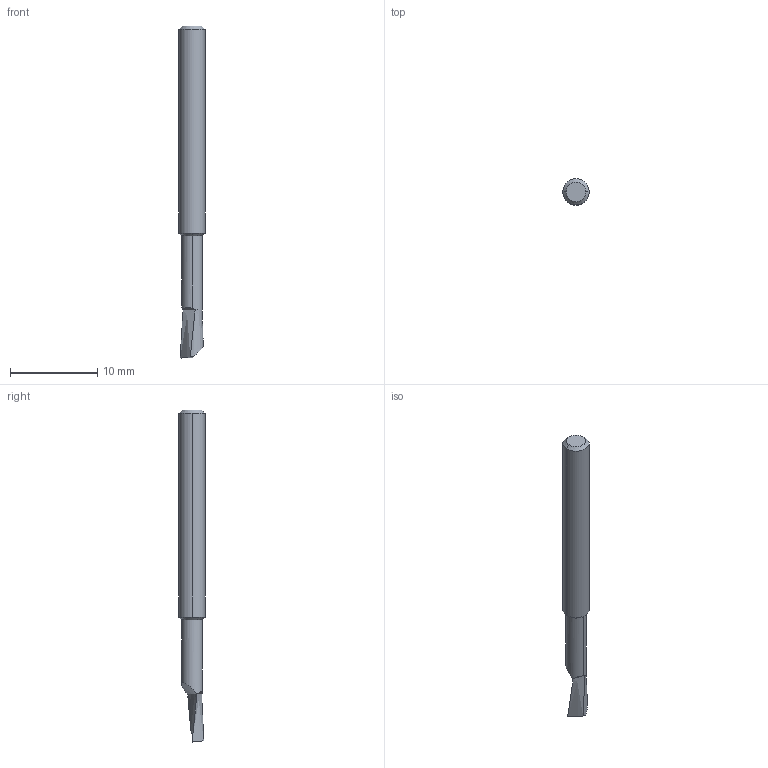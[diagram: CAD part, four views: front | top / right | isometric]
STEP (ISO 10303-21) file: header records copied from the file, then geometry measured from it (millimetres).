
FILE_DESCRIPTION (( 'STEP AP214' ), '1' );
FILE_NAME ('Micro_HBM-027514.STEP', '2021-09-03T21:51:21', ( '' ), ( '' ), 'SwSTEP 2.0', 'SolidWorks 2020', '' );
FILE_SCHEMA (( 'AUTOMOTIVE_DESIGN' ));
Length unit declared in the file: inch
Products named in the file (1): Micro_HBM-027514
Bounding box: 3 x 3 x 38 mm (x, y, z)
Volume: 215.5 mm3; surface area: 330.9 mm2
Topology: 1 solids, 1 shells, 18 faces, 42 edges, 26 vertices
Faces by surface type: cone 6, plane 5, cylinder 4, bspline 3
Entity records: 982 total; most frequent: CARTESIAN_POINT 571, ORIENTED_EDGE 84, DIRECTION 68, EDGE_CURVE 42, AXIS2_PLACEMENT_3D 29, VERTEX_POINT 26, FACE_OUTER_BOUND 18, EDGE_LOOP 18
